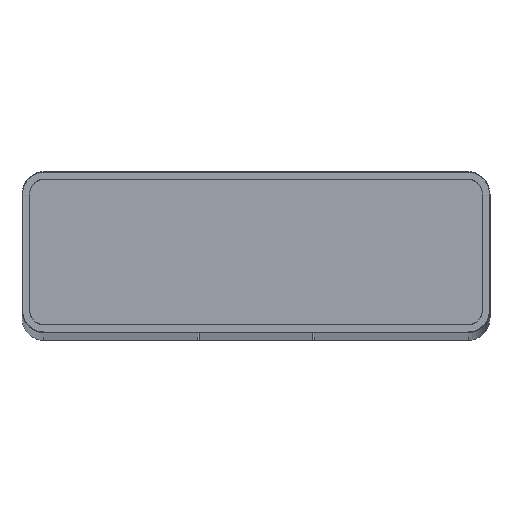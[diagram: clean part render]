
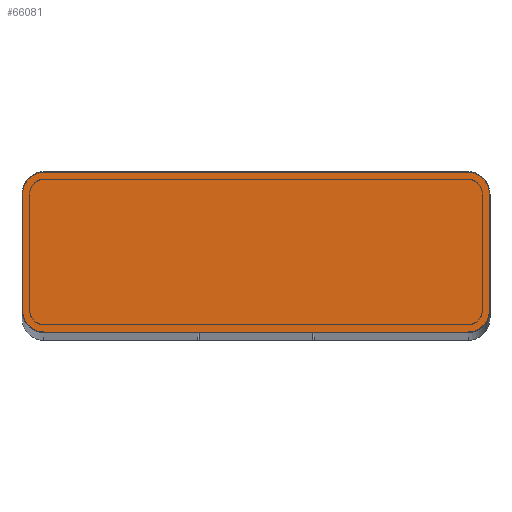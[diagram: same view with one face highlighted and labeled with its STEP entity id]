
A CAD part, top view. The second image highlights one B-rep face of the part: STEP entity #66081.
In plain terms, the highlighted face is planar.
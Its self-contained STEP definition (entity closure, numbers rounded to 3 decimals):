
#129 = DIRECTION ( 'NONE',  ( 1., 0., 0. ) ) ;
#2390 = PLANE ( 'NONE',  #42497 ) ;
#4708 = ORIENTED_EDGE ( 'NONE', *, *, #51606, .T. ) ;
#4806 = DIRECTION ( 'NONE',  ( 1., 0., 0. ) ) ;
#5123 = CARTESIAN_POINT ( 'NONE',  ( 62.369, 605., -45.601 ) ) ;
#10280 = VERTEX_POINT ( 'NONE', #34234 ) ;
#10351 = LINE ( 'NONE', #36267, #64428 ) ;
#11485 = DIRECTION ( 'NONE',  ( 1., 0., 0. ) ) ;
#11603 = EDGE_CURVE ( 'NONE', #80157, #10280, #51201, .T. ) ;
#13030 = CARTESIAN_POINT ( 'NONE',  ( 56.5, 605., -6. ) ) ;
#14532 = AXIS2_PLACEMENT_3D ( 'NONE', #50712, #24808, #129 ) ;
#15908 = EDGE_CURVE ( 'NONE', #28583, #43384, #44576, .T. ) ;
#15929 = CARTESIAN_POINT ( 'NONE',  ( 0., 605., -21.5 ) ) ;
#17442 = CARTESIAN_POINT ( 'NONE',  ( 65.101, 605., -0.131 ) ) ;
#17868 = LINE ( 'NONE', #5123, #73213 ) ;
#18577 = AXIS2_PLACEMENT_3D ( 'NONE', #69690, #43348, #11485 ) ;
#21527 = AXIS2_PLACEMENT_3D ( 'NONE', #13030, #65290, #51293 ) ;
#22726 = CARTESIAN_POINT ( 'NONE',  ( 62.369, 605., -6. ) ) ;
#23023 = EDGE_CURVE ( 'NONE', #10280, #31157, #32779, .T. ) ;
#24360 = VERTEX_POINT ( 'NONE', #48114 ) ;
#24808 = DIRECTION ( 'NONE',  ( 0., 1., 0. ) ) ;
#25159 = DIRECTION ( 'NONE',  ( -1., 0., 0. ) ) ;
#26239 = CARTESIAN_POINT ( 'NONE',  ( -62.369, 605., -37. ) ) ;
#26556 = VERTEX_POINT ( 'NONE', #26239 ) ;
#28583 = VERTEX_POINT ( 'NONE', #46294 ) ;
#30121 = CIRCLE ( 'NONE', #40989, 5.869 ) ;
#30196 = DIRECTION ( 'NONE',  ( 1., 0., 0. ) ) ;
#31140 = CARTESIAN_POINT ( 'NONE',  ( -56.5, 605., -6. ) ) ;
#31157 = VERTEX_POINT ( 'NONE', #56798 ) ;
#32779 = LINE ( 'NONE', #78189, #51980 ) ;
#34234 = CARTESIAN_POINT ( 'NONE',  ( 56.5, 605., -42.869 ) ) ;
#35909 = DIRECTION ( 'NONE',  ( 0., -1., 0. ) ) ;
#36267 = CARTESIAN_POINT ( 'NONE',  ( -62.369, 605., 2.601 ) ) ;
#38467 = VERTEX_POINT ( 'NONE', #51708 ) ;
#40768 = ORIENTED_EDGE ( 'NONE', *, *, #46526, .T. ) ;
#40989 = AXIS2_PLACEMENT_3D ( 'NONE', #31140, #63005, #4806 ) ;
#42497 = AXIS2_PLACEMENT_3D ( 'NONE', #15929, #35909, #66957 ) ;
#42524 = DIRECTION ( 'NONE',  ( 0., 0., -1. ) ) ;
#43348 = DIRECTION ( 'NONE',  ( 0., 1., 0. ) ) ;
#43384 = VERTEX_POINT ( 'NONE', #22726 ) ;
#44576 = CIRCLE ( 'NONE', #21527, 5.869 ) ;
#45739 = CIRCLE ( 'NONE', #18577, 5.869 ) ;
#46294 = CARTESIAN_POINT ( 'NONE',  ( 56.5, 605., -0.131 ) ) ;
#46526 = EDGE_CURVE ( 'NONE', #26556, #38467, #10351, .T. ) ;
#47484 = VECTOR ( 'NONE', #30196, 1000. ) ;
#48114 = CARTESIAN_POINT ( 'NONE',  ( -56.5, 605., -0.131 ) ) ;
#50712 = CARTESIAN_POINT ( 'NONE',  ( 56.5, 605., -37. ) ) ;
#51201 = CIRCLE ( 'NONE', #14532, 5.869 ) ;
#51293 = DIRECTION ( 'NONE',  ( 1., 0., 0. ) ) ;
#51606 = EDGE_CURVE ( 'NONE', #31157, #26556, #45739, .T. ) ;
#51708 = CARTESIAN_POINT ( 'NONE',  ( -62.369, 605., -6. ) ) ;
#51980 = VECTOR ( 'NONE', #25159, 1000. ) ;
#56798 = CARTESIAN_POINT ( 'NONE',  ( -56.5, 605., -42.869 ) ) ;
#60206 = EDGE_LOOP ( 'NONE', ( #78682, #69638, #4708, #40768, #69821, #78131, #73368, #72612 ) ) ;
#62178 = DIRECTION ( 'NONE',  ( 0., 0., 1. ) ) ;
#62542 = EDGE_CURVE ( 'NONE', #38467, #24360, #30121, .T. ) ;
#63005 = DIRECTION ( 'NONE',  ( 0., 1., 0. ) ) ;
#63028 = FACE_OUTER_BOUND ( 'NONE', #60206, .T. ) ;
#64428 = VECTOR ( 'NONE', #62178, 1000. ) ;
#65290 = DIRECTION ( 'NONE',  ( 0., 1., 0. ) ) ;
#66081 = ADVANCED_FACE ( 'NONE', ( #63028 ), #2390, .F. ) ;
#66957 = DIRECTION ( 'NONE',  ( 0., 0., -1. ) ) ;
#69638 = ORIENTED_EDGE ( 'NONE', *, *, #23023, .T. ) ;
#69690 = CARTESIAN_POINT ( 'NONE',  ( -56.5, 605., -37. ) ) ;
#69821 = ORIENTED_EDGE ( 'NONE', *, *, #62542, .T. ) ;
#72612 = ORIENTED_EDGE ( 'NONE', *, *, #82729, .T. ) ;
#73213 = VECTOR ( 'NONE', #42524, 1000. ) ;
#73368 = ORIENTED_EDGE ( 'NONE', *, *, #15908, .T. ) ;
#75183 = LINE ( 'NONE', #17442, #47484 ) ;
#76505 = CARTESIAN_POINT ( 'NONE',  ( 62.369, 605., -37. ) ) ;
#78131 = ORIENTED_EDGE ( 'NONE', *, *, #82827, .T. ) ;
#78189 = CARTESIAN_POINT ( 'NONE',  ( -65.101, 605., -42.869 ) ) ;
#78682 = ORIENTED_EDGE ( 'NONE', *, *, #11603, .T. ) ;
#80157 = VERTEX_POINT ( 'NONE', #76505 ) ;
#82729 = EDGE_CURVE ( 'NONE', #43384, #80157, #17868, .T. ) ;
#82827 = EDGE_CURVE ( 'NONE', #24360, #28583, #75183, .T. ) ;
